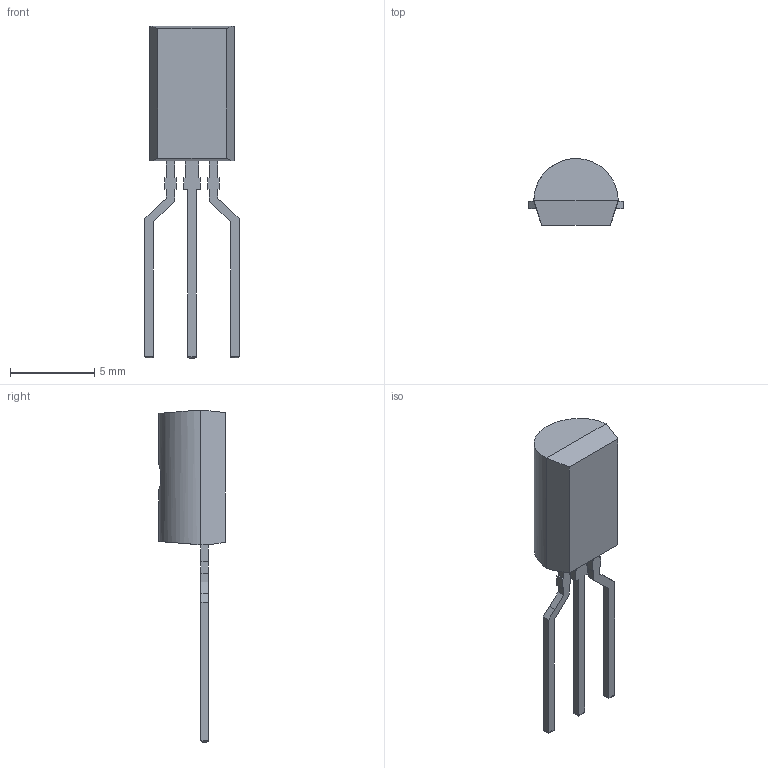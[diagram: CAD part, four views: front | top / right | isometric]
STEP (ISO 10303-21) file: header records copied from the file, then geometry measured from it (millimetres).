
FILE_DESCRIPTION (( 'STEP AP214' ), '1' );
FILE_NAME ('TO-92L.STEP', '2021-09-11T08:28:40', ( '' ), ( '' ), 'SwSTEP 2.0', 'SolidWorks 2021', '' );
FILE_SCHEMA (( 'AUTOMOTIVE_DESIGN' ));
Length unit declared in the file: millimetre
Products named in the file (1): TO-92L
Bounding box: 5.58 x 3.95 x 19.7 mm (x, y, z)
Volume: 136.7 mm3; surface area: 221.1 mm2
Topology: 1 solids, 1 shells, 82 faces, 209 edges, 130 vertices
Faces by surface type: plane 67, cylinder 15
Entity records: 3192 total; most frequent: CARTESIAN_POINT 498, ORIENTED_EDGE 418, DIRECTION 361, EDGE_CURVE 209, LINE 191, VECTOR 191, VERTEX_POINT 130, AXIS2_PLACEMENT_3D 85
